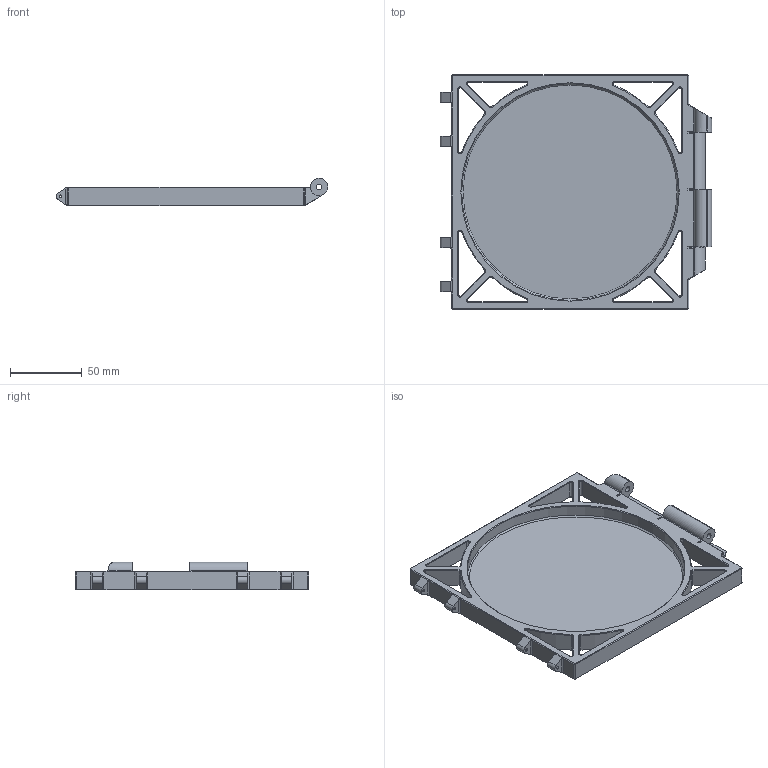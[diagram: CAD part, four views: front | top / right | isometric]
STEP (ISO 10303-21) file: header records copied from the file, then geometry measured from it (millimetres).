
FILE_DESCRIPTION(/* description */ ('','CAx-IF Rec.Pracs.---Representation and Presentation of Product Manufacturing Information (PMI)---4.0---2014-10-13'),/* implementation_level */ '2;1');
FILE_NAME(/* name */ 'B_bas.step',/* time_stamp */ '2025-03-03T08:48:45+01:00',/* author */ (''),/* organization */ (''),/* preprocessor_version */ 'ST-DEVELOPER v20',/* originating_system */ 'Autodesk Translation Framework v13.20.0.188',/* authorisation */ '');
FILE_SCHEMA (('AP242_MANAGED_MODEL_BASED_3D_ENGINEERING_MIM_LF { 1 0 10303 442 1 1 4 }'));
Length unit declared in the file: millimetre
Products named in the file (1): FusionComponent
Bounding box: 188.88 x 162.84 x 19.05 mm (x, y, z)
Volume: 161687.4 mm3; surface area: 74678 mm2
Topology: 1 solids, 1 shells, 216 faces, 539 edges, 326 vertices
Faces by surface type: plane 105, cylinder 63, cone 40, bspline 8
Full cylindrical faces by diameter (mm): 2 x4, 4 x2, 151 x1
Entity records: 7751 total; most frequent: CARTESIAN_POINT 2471, DIRECTION 1111, ORIENTED_EDGE 1078, EDGE_CURVE 539, AXIS2_PLACEMENT_3D 383, LINE 345, VECTOR 345, VERTEX_POINT 326
